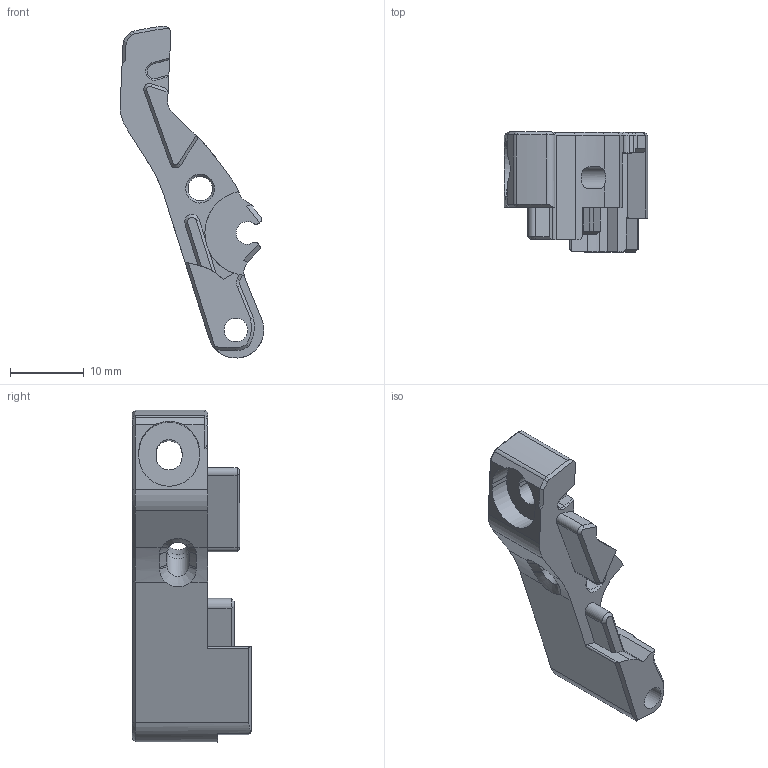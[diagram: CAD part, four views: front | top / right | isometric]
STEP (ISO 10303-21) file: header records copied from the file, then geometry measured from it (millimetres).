
FILE_DESCRIPTION(/* description */ (''),/* implementation_level */ '2;1');
FILE_NAME(/* name */ 'Clockwork2_Guidler_A_MR85ZZ.step',/* time_stamp */ '2022-11-11T08:18:45-07:00',/* author */ (''),/* organization */ (''),/* preprocessor_version */ 'ST-DEVELOPER v19.2',/* originating_system */ 'Autodesk Translation Framework v11.17.0.187',/* authorisation */ '');
FILE_SCHEMA (('AUTOMOTIVE_DESIGN { 1 0 10303 214 3 1 1 }'));
Length unit declared in the file: millimetre
Products named in the file (1): Clockwork2_guilder_Modified_for_Bearings (v2~recovered)
Bounding box: 19.47 x 16.2 x 44.96 mm (x, y, z)
Volume: 3349.8 mm3; surface area: 2628.3 mm2
Topology: 1 solids, 1 shells, 165 faces, 441 edges, 274 vertices
Faces by surface type: plane 85, cylinder 39, cone 28, bspline 12, torus 1
Full cylindrical faces by diameter (mm): 3.2 x1, 3.3 x1, 4.7 x1
Entity records: 5600 total; most frequent: CARTESIAN_POINT 1447, ORIENTED_EDGE 878, DIRECTION 855, EDGE_CURVE 439, AXIS2_PLACEMENT_3D 289, LINE 277, VECTOR 277, VERTEX_POINT 274
